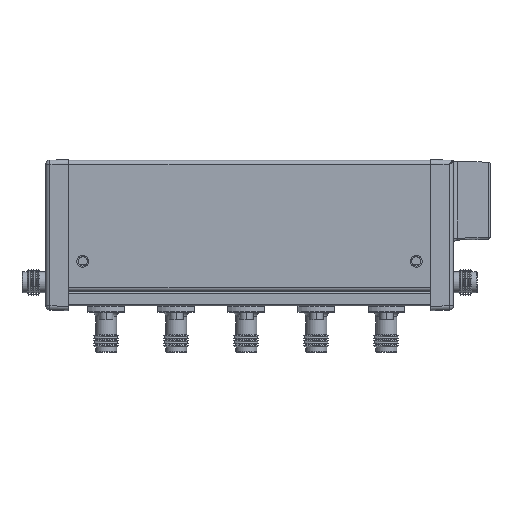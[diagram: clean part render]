
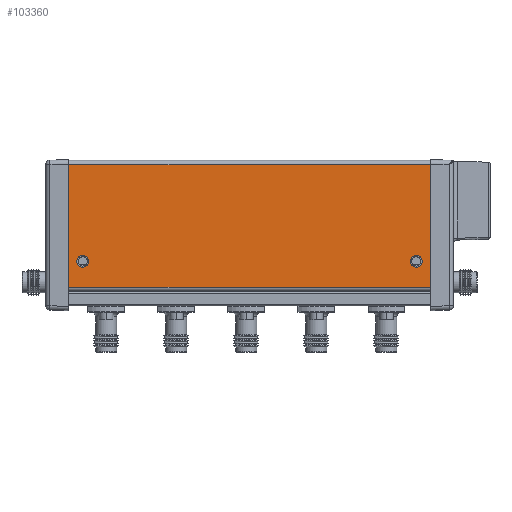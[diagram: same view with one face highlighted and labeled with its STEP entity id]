
A CAD part, top view. The second image highlights one B-rep face of the part: STEP entity #103360.
In plain terms, the highlighted planar face has unit normal (0, 0, 1).
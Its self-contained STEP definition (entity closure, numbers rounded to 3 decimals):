
#100890=CARTESIAN_POINT('',(-113.56,32.77,10.83));
#100900=VERTEX_POINT('',#100890);
#100950=CARTESIAN_POINT('',(-113.56,-2.51,10.83));
#100960=DIRECTION('',(0.,1.,0.));
#100970=VECTOR('',#100960,1.);
#100980=LINE('',#100950,#100970);
#100990=CARTESIAN_POINT('',(-113.56,-1.31,10.83));
#101000=VERTEX_POINT('',#100990);
#101010=EDGE_CURVE('',#101000,#100900,#100980,.T.);
#102760=CARTESIAN_POINT('',(-32.56,33.89,10.83));
#102770=DIRECTION('',(0.,0.,1.));
#102780=DIRECTION('',(0.,-1.,0.));
#102790=AXIS2_PLACEMENT_3D('',#102760,#102770,#102780);
#102800=PLANE('',#102790);
#102810=CARTESIAN_POINT('',(-13.06,-2.51,10.83));
#102820=DIRECTION('',(0.,1.,0.));
#102830=VECTOR('',#102820,1.);
#102840=LINE('',#102810,#102830);
#102850=CARTESIAN_POINT('',(-13.06,-1.31,10.83));
#102860=VERTEX_POINT('',#102850);
#102870=CARTESIAN_POINT('',(-13.06,32.77,10.83));
#102880=VERTEX_POINT('',#102870);
#102890=EDGE_CURVE('',#102860,#102880,#102840,.T.);
#102900=ORIENTED_EDGE('',*,*,#102890,.T.);
#102910=CARTESIAN_POINT('',(-32.56,-1.31,10.83));
#102920=DIRECTION('',(1.,0.,0.));
#102930=VECTOR('',#102920,1.);
#102940=LINE('',#102910,#102930);
#102950=EDGE_CURVE('',#101000,#102860,#102940,.T.);
#102960=ORIENTED_EDGE('',*,*,#102950,.T.);
#102970=ORIENTED_EDGE('',*,*,#101010,.F.);
#102980=CARTESIAN_POINT('',(-32.56,32.77,10.83));
#102990=DIRECTION('',(-1.,0.,0.));
#103000=VECTOR('',#102990,1.);
#103010=LINE('',#102980,#103000);
#103020=EDGE_CURVE('',#102880,#100900,#103010,.T.);
#103030=ORIENTED_EDGE('',*,*,#103020,.T.);
#103040=EDGE_LOOP('',(#103030,#102970,#102960,#102900));
#103050=FACE_OUTER_BOUND('',#103040,.T.);
#103060=CARTESIAN_POINT('',(-109.71,5.84,10.83));
#103070=DIRECTION('',(0.,0.,-1.));
#103080=DIRECTION('',(0.,-1.,0.));
#103090=AXIS2_PLACEMENT_3D('',#103060,#103070,#103080);
#103100=CIRCLE('',#103090,1.65);
#103110=CARTESIAN_POINT('',(-109.71,7.49,10.83));
#103120=VERTEX_POINT('',#103110);
#103130=CARTESIAN_POINT('',(-109.71,4.19,10.83));
#103140=VERTEX_POINT('',#103130);
#103150=EDGE_CURVE('',#103120,#103140,#103100,.T.);
#103160=ORIENTED_EDGE('',*,*,#103150,.T.);
#103170=EDGE_CURVE('',#103140,#103120,#103100,.T.);
#103180=ORIENTED_EDGE('',*,*,#103170,.T.);
#103190=EDGE_LOOP('',(#103180,#103160));
#103200=FACE_BOUND('',#103190,.T.);
#103210=CARTESIAN_POINT('',(-16.91,5.84,10.83));
#103220=DIRECTION('',(0.,0.,-1.));
#103230=DIRECTION('',(0.,-1.,0.));
#103240=AXIS2_PLACEMENT_3D('',#103210,#103220,#103230);
#103250=CIRCLE('',#103240,1.65);
#103260=CARTESIAN_POINT('',(-16.91,7.49,10.83));
#103270=VERTEX_POINT('',#103260);
#103280=CARTESIAN_POINT('',(-16.91,4.19,10.83));
#103290=VERTEX_POINT('',#103280);
#103300=EDGE_CURVE('',#103270,#103290,#103250,.T.);
#103310=ORIENTED_EDGE('',*,*,#103300,.T.);
#103320=EDGE_CURVE('',#103290,#103270,#103250,.T.);
#103330=ORIENTED_EDGE('',*,*,#103320,.T.);
#103340=EDGE_LOOP('',(#103330,#103310));
#103350=FACE_BOUND('',#103340,.T.);
#103360=ADVANCED_FACE('',(#103050,#103200,#103350),#102800,.T.);
